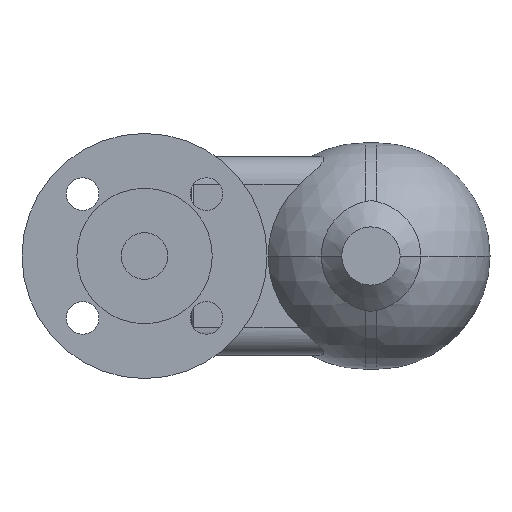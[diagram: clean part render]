
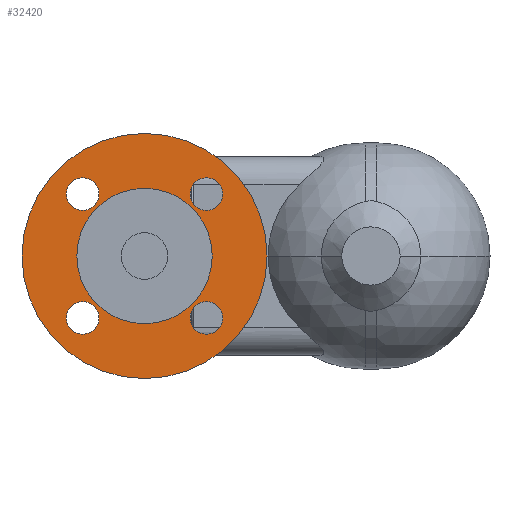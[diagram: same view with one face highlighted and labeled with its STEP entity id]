
A CAD part, front view. The second image highlights one B-rep face of the part: STEP entity #32420.
In plain terms, the highlighted planar face has unit normal (0, -1, 0).
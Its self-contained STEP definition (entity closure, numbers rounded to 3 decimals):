
#940=CARTESIAN_POINT('',(-29.,-148.,0.));
#950=VERTEX_POINT('',#940);
#1130=CARTESIAN_POINT('',(29.,-148.,0.));
#1140=VERTEX_POINT('',#1130);
#1170=CARTESIAN_POINT('',(0.,-148.,0.));
#1180=DIRECTION('',(0.,-1.,0.));
#1190=DIRECTION('',(1.,0.,0.));
#1200=AXIS2_PLACEMENT_3D('',#1170,#1180,#1190);
#1210=CIRCLE('',#1200,29.);
#1220=EDGE_CURVE('',#950,#1140,#1210,.T.);
#1780=CARTESIAN_POINT('',(-52.5,-148.,0.));
#1790=VERTEX_POINT('',#1780);
#1970=CARTESIAN_POINT('',(52.5,-148.,0.));
#1980=VERTEX_POINT('',#1970);
#2010=CARTESIAN_POINT('',(0.,-148.,0.));
#2020=DIRECTION('',(0.,1.,0.));
#2030=DIRECTION('',(1.,0.,0.));
#2040=AXIS2_PLACEMENT_3D('',#2010,#2020,#2030);
#2050=CIRCLE('',#2040,52.5);
#2060=EDGE_CURVE('',#1790,#1980,#2050,.T.);
#2200=CARTESIAN_POINT('',(33.517,-148.,26.517));
#2210=VERTEX_POINT('',#2200);
#2390=CARTESIAN_POINT('',(19.517,-148.,26.517));
#2400=VERTEX_POINT('',#2390);
#2430=CARTESIAN_POINT('',(26.517,-148.,26.517));
#2440=DIRECTION('',(0.,-1.,0.));
#2450=DIRECTION('',(1.,0.,0.));
#2460=AXIS2_PLACEMENT_3D('',#2430,#2440,#2450);
#2470=CIRCLE('',#2460,7.);
#2480=EDGE_CURVE('',#2210,#2400,#2470,.T.);
#2620=CARTESIAN_POINT('',(33.517,-148.,-26.517));
#2630=VERTEX_POINT('',#2620);
#2680=CARTESIAN_POINT('',(26.517,-148.,-26.517));
#2690=DIRECTION('',(0.,-1.,0.));
#2700=DIRECTION('',(1.,0.,0.));
#2710=AXIS2_PLACEMENT_3D('',#2680,#2690,#2700);
#2720=CIRCLE('',#2710,7.);
#2730=CARTESIAN_POINT('',(19.517,-148.,-26.517));
#2740=VERTEX_POINT('',#2730);
#2750=EDGE_CURVE('',#2740,#2630,#2720,.T.);
#3040=CARTESIAN_POINT('',(-33.517,-148.,-26.517));
#3050=VERTEX_POINT('',#3040);
#3100=CARTESIAN_POINT('',(-26.517,-148.,-26.517));
#3110=DIRECTION('',(0.,-1.,0.));
#3120=DIRECTION('',(1.,0.,0.));
#3130=AXIS2_PLACEMENT_3D('',#3100,#3110,#3120);
#3140=CIRCLE('',#3130,7.);
#3150=CARTESIAN_POINT('',(-19.517,-148.,-26.517));
#3160=VERTEX_POINT('',#3150);
#3170=EDGE_CURVE('',#3160,#3050,#3140,.T.);
#3460=CARTESIAN_POINT('',(-19.517,-148.,26.517));
#3470=VERTEX_POINT('',#3460);
#3520=CARTESIAN_POINT('',(-26.517,-148.,26.517));
#3530=DIRECTION('',(0.,-1.,0.));
#3540=DIRECTION('',(1.,0.,0.));
#3550=AXIS2_PLACEMENT_3D('',#3520,#3530,#3540);
#3560=CIRCLE('',#3550,7.);
#3570=CARTESIAN_POINT('',(-33.517,-148.,26.517));
#3580=VERTEX_POINT('',#3570);
#3590=EDGE_CURVE('',#3580,#3470,#3560,.T.);
#32070=CARTESIAN_POINT('',(0.,-148.,0.));
#32080=DIRECTION('',(0.,1.,0.));
#32090=DIRECTION('',(0.,0.,1.));
#32100=AXIS2_PLACEMENT_3D('',#32070,#32080,#32090);
#32110=PLANE('',#32100);
#32120=ORIENTED_EDGE('',*,*,#3590,.F.);
#32130=EDGE_CURVE('',#3470,#3580,#3560,.T.);
#32140=ORIENTED_EDGE('',*,*,#32130,.F.);
#32150=EDGE_LOOP('',(#32140,#32120));
#32160=FACE_BOUND('',#32150,.T.);
#32170=ORIENTED_EDGE('',*,*,#3170,.F.);
#32180=EDGE_CURVE('',#3050,#3160,#3140,.T.);
#32190=ORIENTED_EDGE('',*,*,#32180,.F.);
#32200=EDGE_LOOP('',(#32190,#32170));
#32210=FACE_BOUND('',#32200,.T.);
#32220=EDGE_CURVE('',#2630,#2740,#2720,.T.);
#32230=ORIENTED_EDGE('',*,*,#32220,.F.);
#32240=ORIENTED_EDGE('',*,*,#2750,.F.);
#32250=EDGE_LOOP('',(#32240,#32230));
#32260=FACE_BOUND('',#32250,.T.);
#32270=EDGE_CURVE('',#2400,#2210,#2470,.T.);
#32280=ORIENTED_EDGE('',*,*,#32270,.F.);
#32290=ORIENTED_EDGE('',*,*,#2480,.F.);
#32300=EDGE_LOOP('',(#32290,#32280));
#32310=FACE_BOUND('',#32300,.T.);
#32320=EDGE_CURVE('',#1980,#1790,#2050,.T.);
#32330=ORIENTED_EDGE('',*,*,#32320,.F.);
#32340=ORIENTED_EDGE('',*,*,#2060,.F.);
#32350=EDGE_LOOP('',(#32340,#32330));
#32360=FACE_OUTER_BOUND('',#32350,.T.);
#32370=EDGE_CURVE('',#1140,#950,#1210,.T.);
#32380=ORIENTED_EDGE('',*,*,#32370,.F.);
#32390=ORIENTED_EDGE('',*,*,#1220,.F.);
#32400=EDGE_LOOP('',(#32390,#32380));
#32410=FACE_BOUND('',#32400,.T.);
#32420=ADVANCED_FACE('',(#32160,#32210,#32260,#32310,#32360,#32410),
#32110,.F.);
